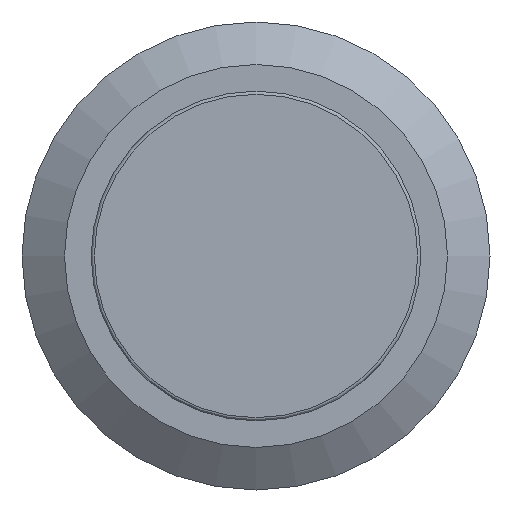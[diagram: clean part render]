
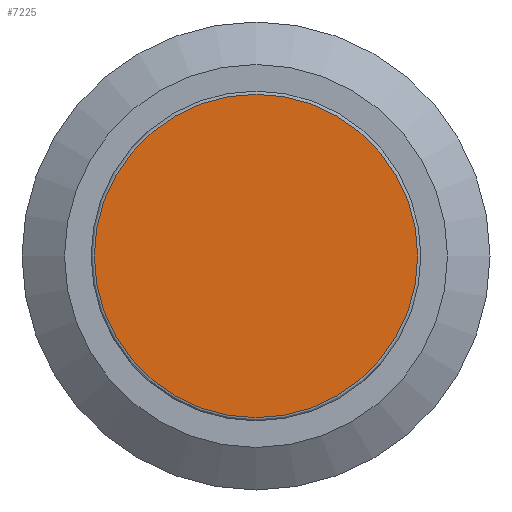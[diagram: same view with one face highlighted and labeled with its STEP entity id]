
A CAD part, front view. The second image highlights one B-rep face of the part: STEP entity #7225.
In plain terms, the highlighted planar face has unit normal (0, -1, 0).
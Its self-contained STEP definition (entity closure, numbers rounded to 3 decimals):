
#190=PLANE('',#7890);
#571=FACE_OUTER_BOUND('',#1002,.T.);
#1002=EDGE_LOOP('',(#5818));
#1591=CIRCLE('',#7888,7.6);
#3336=VERTEX_POINT('',#12275);
#4239=EDGE_CURVE('',#3336,#3336,#1591,.T.);
#5818=ORIENTED_EDGE('',*,*,#4239,.F.);
#7225=ADVANCED_FACE('',(#571),#190,.F.);
#7888=AXIS2_PLACEMENT_3D('',#12277,#9398,#9399);
#7890=AXIS2_PLACEMENT_3D('',#12279,#9402,#9403);
#9398=DIRECTION('center_axis',(0.,1.,0.));
#9399=DIRECTION('ref_axis',(-1.,0.,0.));
#9402=DIRECTION('center_axis',(0.,1.,0.));
#9403=DIRECTION('ref_axis',(-1.,0.,0.));
#12275=CARTESIAN_POINT('',(7.6,-35.,0.));
#12277=CARTESIAN_POINT('Origin',(0.,-35.,0.));
#12279=CARTESIAN_POINT('Origin',(0.,-35.,0.));
